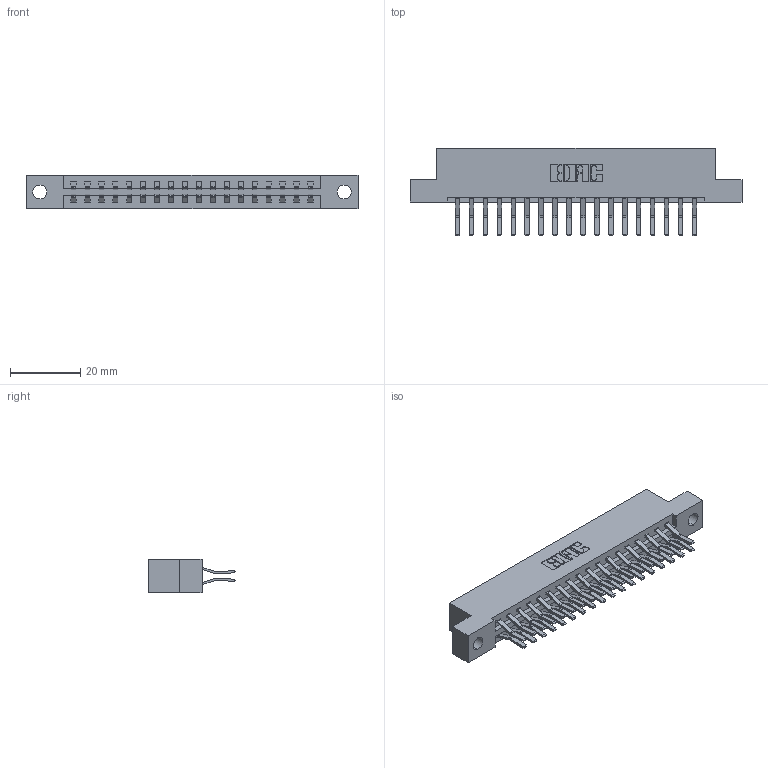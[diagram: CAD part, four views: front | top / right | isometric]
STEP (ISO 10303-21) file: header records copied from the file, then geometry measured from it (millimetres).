
FILE_DESCRIPTION (( 'STEP AP203' ), '1' );
FILE_NAME ('387-036-560-204.STEP', '2019-10-17T20:29:14', ( '' ), ( '' ), 'SwSTEP 2.0', 'SolidWorks 2016', '' );
FILE_SCHEMA (( 'CONFIG_CONTROL_DESIGN' ));
Length unit declared in the file: inch
Products named in the file (3): 387-036-560-204; 337 Part_Flush Mounting Lugs - 0.156 Dia-TH; 345-292-001_560 Tail
Assembly tree (37 placements, depth 2):
  387-036-560-204
    337 Part_Flush Mounting Lugs - 0.156 Dia-TH
    345-292-001_560 Tail  x36
Bounding box: 94.34 x 24.78 x 9.4 mm (x, y, z)
Volume: 9770.5 mm3; surface area: 11292.8 mm2
Topology: 37 solids, 37 shells, 2130 faces, 6323 edges, 4166 vertices
Faces by surface type: plane 1438, cylinder 692
Entity records: 17151 total; most frequent: CARTESIAN_POINT 2910, ORIENTED_EDGE 2846, DIRECTION 2523, EDGE_CURVE 1423, VECTOR 1291, LINE 1291, VERTEX_POINT 946, AXIS2_PLACEMENT_3D 616
